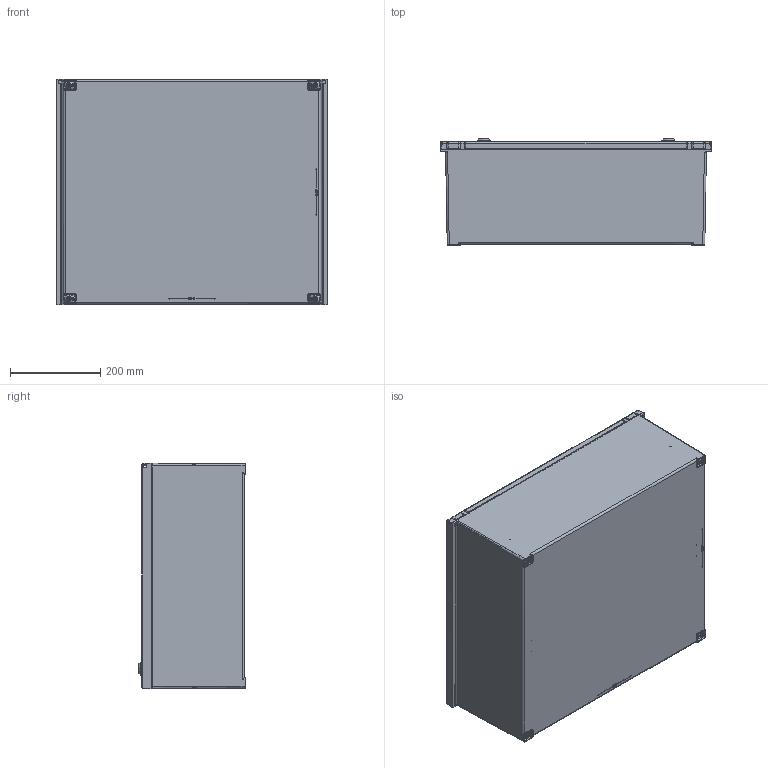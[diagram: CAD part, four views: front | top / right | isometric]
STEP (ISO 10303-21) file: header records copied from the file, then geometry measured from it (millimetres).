
FILE_DESCRIPTION((''),'2;1');
FILE_NAME('14124_ASM','2021-04-19T',('marketing.praksa'),('Audax d.o.o.'),'CREO PARAMETRIC BY PTC INC, 2017480','CREO PARAMETRIC BY PTC INC, 2017480','');
FILE_SCHEMA(('AUTOMOTIVE_DESIGN { 1 0 10303 214 1 1 1 1 }'));
Products named in the file (23): CUB-65_1_1_1; EJB_1_1_2_3_4_1_1; JN-C_1_1_2_3_4_1_1; COJINETE-M22MAL_1_1_2_3_4_1_1; TPDB-ETI_1_1_2_3_4_1_1; PMC-APM-2-MAL_1_1_2_3_4_1_1; D7971-8X3-4_1_1_2_3_4_1_1; JN-TORICA_1_1_2_3_4_1_1; CMDB-M22_ASM_1_1_2_3_4_ASM_1_1_ASM; TU-M22_1_1_2_3_4_1_1; BC-ETI_1_1_2_3_4_1_1; D84-5X12_1_1_2_3_4_1_1; JUNTA-ETI-65_1_1_1; PUB-65_ASM_1_ASM_1_1_ASM; D97-4X50_1_1_2_3_4_1_1; TACO_1_1_2_3_4_1_1; LLD-10_1_1_2_3_4_1_1; D84-6X10_1_1_2_3_4_1_1; BO-ETI_ASM_1_1_2_3_4_ASM_1_1_ASM; PRT0155; PRT0004; 12311; 14124_ASM
Assembly tree (37 placements, depth 4):
  14124_ASM
    CUB-65_1_1_1
    PUB-65_ASM_1_ASM_1_1_ASM
      EJB_1_1_2_3_4_1_1  x2
      JN-C_1_1_2_3_4_1_1  x2
      CMDB-M22_ASM_1_1_2_3_4_ASM_1_1_ASM  x2
        COJINETE-M22MAL_1_1_2_3_4_1_1
        TPDB-ETI_1_1_2_3_4_1_1
        PMC-APM-2-MAL_1_1_2_3_4_1_1
        D7971-8X3-4_1_1_2_3_4_1_1
        JN-TORICA_1_1_2_3_4_1_1
      TU-M22_1_1_2_3_4_1_1  x2
      BC-ETI_1_1_2_3_4_1_1  x2
      D84-5X12_1_1_2_3_4_1_1  x2
      JUNTA-ETI-65_1_1_1
    BO-ETI_ASM_1_1_2_3_4_ASM_1_1_ASM
      D97-4X50_1_1_2_3_4_1_1  x4
      TACO_1_1_2_3_4_1_1  x4
      LLD-10_1_1_2_3_4_1_1
      D84-6X10_1_1_2_3_4_1_1  x4
    PRT0155
    PRT0004
    12311
Bounding box: 599.97 x 236.79 x 500 mm (x, y, z)
Volume: 3859189.4 mm3; surface area: 2508405.7 mm2
Topology: 40 solids, 48 shells, 4308 faces, 11032 edges, 6778 vertices
Faces by surface type: cylinder 1465, plane 1428, bspline 560, cone 360, torus 341, sphere 154
Entity records: 188275 total; most frequent: CARTESIAN_POINT 60860, ORIENTED_EDGE 16918, DIRECTION 14834, PRESENTATION_STYLE_ASSIGNMENT 11861, STYLED_ITEM 11861, CURVE_STYLE 8465, EDGE_CURVE 8465, AXIS2_PLACEMENT_3D 5541
